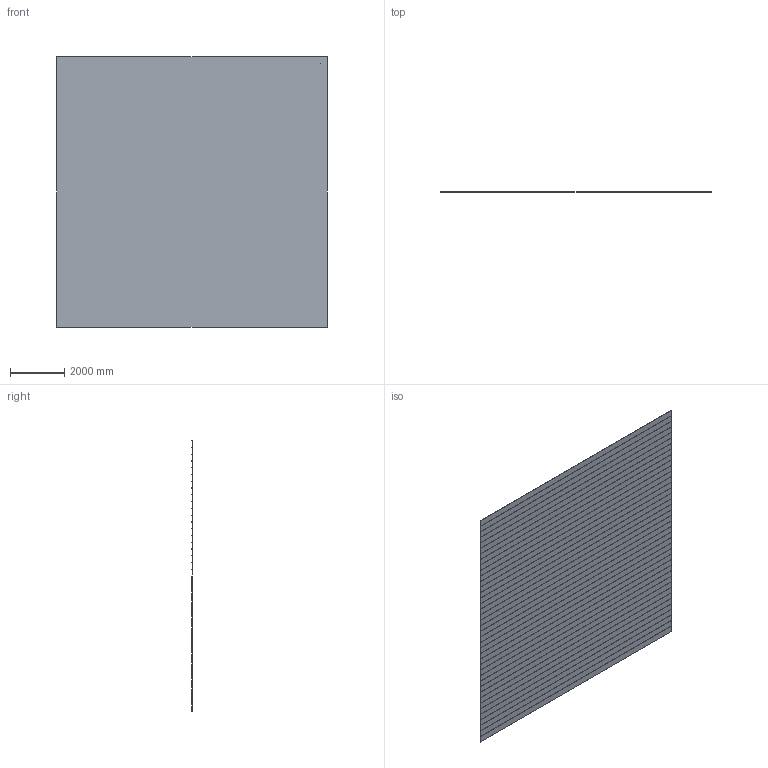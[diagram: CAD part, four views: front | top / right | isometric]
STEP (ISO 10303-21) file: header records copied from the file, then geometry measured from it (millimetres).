
FILE_DESCRIPTION (( 'STEP AP203' ), '1' );
FILE_NAME ('floor_grid2_默认_sldprt.STEP', '2019-01-08T05:44:03', ( '' ), ( '' ), 'SwSTEP 2.0', 'SolidWorks 2016', '' );
FILE_SCHEMA (( 'CONFIG_CONTROL_DESIGN' ));
Length unit declared in the file: millimetre
Products named in the file (1): floor_grid2_默认_sldprt
Bounding box: 10000 x 10 x 10000 mm (x, y, z)
Volume: 520000000 mm3; surface area: 204204000 mm2
Topology: 1 solids, 1 shells, 164 faces, 486 edges, 324 vertices
Faces by surface type: plane 164
Entity records: 5447 total; most frequent: CARTESIAN_POINT 975, ORIENTED_EDGE 972, DIRECTION 816, LINE 486, VECTOR 486, EDGE_CURVE 486, VERTEX_POINT 324, AXIS2_PLACEMENT_3D 165
